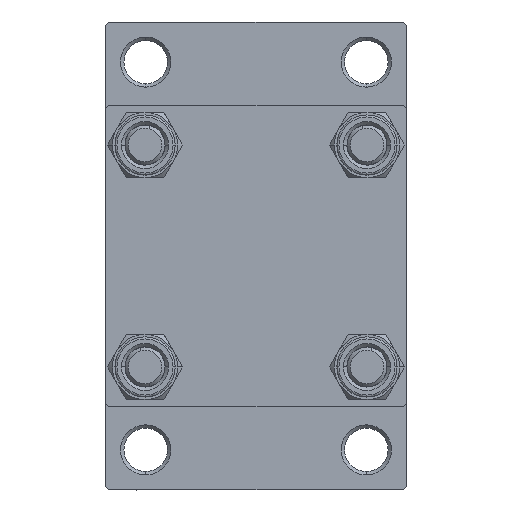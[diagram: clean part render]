
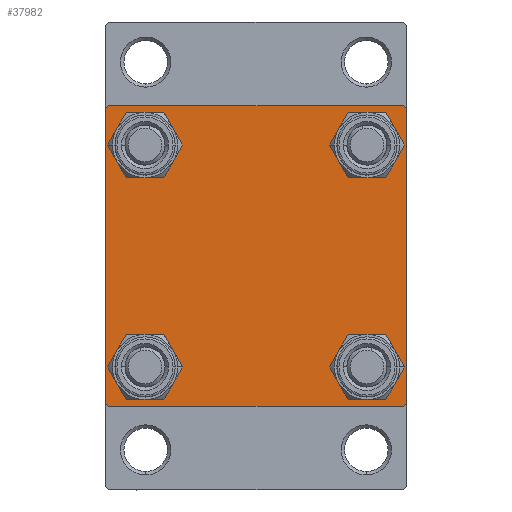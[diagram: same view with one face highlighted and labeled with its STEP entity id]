
A CAD part, left-side view. The second image highlights one B-rep face of the part: STEP entity #37982.
In plain terms, the highlighted planar face has unit normal (-1, 0, 0).
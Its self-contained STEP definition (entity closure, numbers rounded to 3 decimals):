
#48 = VERTEX_POINT ( 'NONE', #5487 ) ;
#70 = DIRECTION ( 'NONE',  ( 0., -0.707, 0.707 ) ) ;
#263 = AXIS2_PLACEMENT_3D ( 'NONE', #8304, #19560, #25633 ) ;
#663 = LINE ( 'NONE', #30349, #9394 ) ;
#1005 = ORIENTED_EDGE ( 'NONE', *, *, #32227, .T. ) ;
#1059 = ORIENTED_EDGE ( 'NONE', *, *, #3533, .T. ) ;
#1129 = DIRECTION ( 'NONE',  ( 1., 0., 0. ) ) ;
#1165 = CARTESIAN_POINT ( 'NONE',  ( 0., -16.6, 13.1 ) ) ;
#1231 = FACE_BOUND ( 'NONE', #25331, .T. ) ;
#1256 = ORIENTED_EDGE ( 'NONE', *, *, #40777, .T. ) ;
#1418 = EDGE_CURVE ( 'NONE', #38731, #31235, #7262, .T. ) ;
#1443 = CARTESIAN_POINT ( 'NONE',  ( 0., -16.6, 16.6 ) ) ;
#1706 = ORIENTED_EDGE ( 'NONE', *, *, #14890, .T. ) ;
#2121 = AXIS2_PLACEMENT_3D ( 'NONE', #37539, #1129, #30346 ) ;
#2867 = AXIS2_PLACEMENT_3D ( 'NONE', #31959, #10625, #6790 ) ;
#3201 = EDGE_CURVE ( 'NONE', #39075, #26394, #46045, .T. ) ;
#3533 = EDGE_CURVE ( 'NONE', #43489, #31936, #663, .T. ) ;
#4371 = VECTOR ( 'NONE', #70, 1000. ) ;
#4812 = FACE_BOUND ( 'NONE', #12500, .T. ) ;
#5052 = CARTESIAN_POINT ( 'NONE',  ( 0., -22.25, 22.25 ) ) ;
#5058 = FACE_BOUND ( 'NONE', #27639, .T. ) ;
#5102 = CIRCLE ( 'NONE', #31870, 3.5 ) ;
#5117 = CARTESIAN_POINT ( 'NONE',  ( 0., 22.5, 22.5 ) ) ;
#5487 = CARTESIAN_POINT ( 'NONE',  ( 0., -22., -22.5 ) ) ;
#5515 = LINE ( 'NONE', #5052, #36475 ) ;
#5916 = AXIS2_PLACEMENT_3D ( 'NONE', #42845, #32535, #10961 ) ;
#5939 = VERTEX_POINT ( 'NONE', #31784 ) ;
#6790 = DIRECTION ( 'NONE',  ( 0., 0., 1. ) ) ;
#6839 = ORIENTED_EDGE ( 'NONE', *, *, #26452, .F. ) ;
#6986 = VERTEX_POINT ( 'NONE', #18595 ) ;
#7262 = LINE ( 'NONE', #18298, #43811 ) ;
#8304 = CARTESIAN_POINT ( 'NONE',  ( 0., -16.6, -16.6 ) ) ;
#8397 = DIRECTION ( 'NONE',  ( 0., 0.707, 0.707 ) ) ;
#8994 = CARTESIAN_POINT ( 'NONE',  ( 0., -22.5, -22. ) ) ;
#9394 = VECTOR ( 'NONE', #34417, 1000. ) ;
#9775 = CARTESIAN_POINT ( 'NONE',  ( 0., -16.6, 20.1 ) ) ;
#10625 = DIRECTION ( 'NONE',  ( 1., 0., 0. ) ) ;
#10961 = DIRECTION ( 'NONE',  ( 0., 0., 1. ) ) ;
#11761 = DIRECTION ( 'NONE',  ( -1., 0., 0. ) ) ;
#12476 = VERTEX_POINT ( 'NONE', #35212 ) ;
#12500 = EDGE_LOOP ( 'NONE', ( #37183, #1256 ) ) ;
#12541 = DIRECTION ( 'NONE',  ( 0., 0., 1. ) ) ;
#12892 = LINE ( 'NONE', #19358, #30530 ) ;
#13318 = VERTEX_POINT ( 'NONE', #19719 ) ;
#13541 = VERTEX_POINT ( 'NONE', #42462 ) ;
#13714 = EDGE_CURVE ( 'NONE', #38731, #6986, #5515, .T. ) ;
#14144 = ORIENTED_EDGE ( 'NONE', *, *, #26558, .T. ) ;
#14890 = EDGE_CURVE ( 'NONE', #33929, #37895, #23497, .T. ) ;
#15542 = CIRCLE ( 'NONE', #44593, 3.5 ) ;
#16136 = VERTEX_POINT ( 'NONE', #18469 ) ;
#16259 = AXIS2_PLACEMENT_3D ( 'NONE', #34747, #11761, #19667 ) ;
#17593 = DIRECTION ( 'NONE',  ( 0., 0., -1. ) ) ;
#18279 = LINE ( 'NONE', #32888, #4371 ) ;
#18298 = CARTESIAN_POINT ( 'NONE',  ( 0., -22.5, 22.5 ) ) ;
#18359 = CARTESIAN_POINT ( 'NONE',  ( 0., 16.6, 16.6 ) ) ;
#18469 = CARTESIAN_POINT ( 'NONE',  ( 0., 16.6, 20.1 ) ) ;
#18539 = CARTESIAN_POINT ( 'NONE',  ( 0., 22.5, -22.5 ) ) ;
#18595 = CARTESIAN_POINT ( 'NONE',  ( 0., -22., 22.5 ) ) ;
#18934 = EDGE_CURVE ( 'NONE', #26394, #39075, #36538, .T. ) ;
#19067 = VECTOR ( 'NONE', #46409, 1000. ) ;
#19358 = CARTESIAN_POINT ( 'NONE',  ( 0., 22.5, 22.5 ) ) ;
#19560 = DIRECTION ( 'NONE',  ( 1., 0., 0. ) ) ;
#19667 = DIRECTION ( 'NONE',  ( 0., 0., 1. ) ) ;
#19719 = CARTESIAN_POINT ( 'NONE',  ( 0., -16.6, -20.1 ) ) ;
#19726 = LINE ( 'NONE', #5117, #35983 ) ;
#20018 = EDGE_CURVE ( 'NONE', #5939, #13318, #5102, .T. ) ;
#20139 = PLANE ( 'NONE',  #16259 ) ;
#20195 = CARTESIAN_POINT ( 'NONE',  ( 0., 16.6, 13.1 ) ) ;
#20423 = CARTESIAN_POINT ( 'NONE',  ( 0., 16.6, -20.1 ) ) ;
#21327 = EDGE_CURVE ( 'NONE', #48, #31235, #18279, .T. ) ;
#21533 = ORIENTED_EDGE ( 'NONE', *, *, #13714, .T. ) ;
#23497 = CIRCLE ( 'NONE', #2867, 3.5 ) ;
#23878 = AXIS2_PLACEMENT_3D ( 'NONE', #1443, #45011, #37848 ) ;
#23890 = EDGE_CURVE ( 'NONE', #12476, #48, #44171, .T. ) ;
#25331 = EDGE_LOOP ( 'NONE', ( #32707, #42854 ) ) ;
#25633 = DIRECTION ( 'NONE',  ( 0., 0., 1. ) ) ;
#25636 = EDGE_CURVE ( 'NONE', #42953, #16136, #46596, .T. ) ;
#26394 = VERTEX_POINT ( 'NONE', #1165 ) ;
#26452 = EDGE_CURVE ( 'NONE', #43489, #6986, #12892, .T. ) ;
#26558 = EDGE_CURVE ( 'NONE', #13541, #12476, #32035, .T. ) ;
#27431 = VECTOR ( 'NONE', #44869, 1000. ) ;
#27639 = EDGE_LOOP ( 'NONE', ( #30091, #30279 ) ) ;
#27944 = EDGE_LOOP ( 'NONE', ( #1005, #14144, #46683, #33037, #46538, #21533, #6839, #1059 ) ) ;
#28050 = CARTESIAN_POINT ( 'NONE',  ( 0., -22.5, 22. ) ) ;
#28684 = DIRECTION ( 'NONE',  ( 0., 0., 1. ) ) ;
#30091 = ORIENTED_EDGE ( 'NONE', *, *, #47103, .T. ) ;
#30131 = DIRECTION ( 'NONE',  ( 0., -1., 0. ) ) ;
#30279 = ORIENTED_EDGE ( 'NONE', *, *, #25636, .T. ) ;
#30346 = DIRECTION ( 'NONE',  ( 0., 0., 1. ) ) ;
#30349 = CARTESIAN_POINT ( 'NONE',  ( 0., 22.25, 22.25 ) ) ;
#30530 = VECTOR ( 'NONE', #30131, 1000. ) ;
#30751 = DIRECTION ( 'NONE',  ( 1., 0., 0. ) ) ;
#31235 = VERTEX_POINT ( 'NONE', #8994 ) ;
#31784 = CARTESIAN_POINT ( 'NONE',  ( 0., -16.6, -13.1 ) ) ;
#31870 = AXIS2_PLACEMENT_3D ( 'NONE', #33870, #30751, #12541 ) ;
#31936 = VERTEX_POINT ( 'NONE', #34153 ) ;
#31959 = CARTESIAN_POINT ( 'NONE',  ( 0., 16.6, -16.6 ) ) ;
#32035 = LINE ( 'NONE', #45926, #19067 ) ;
#32227 = EDGE_CURVE ( 'NONE', #31936, #13541, #19726, .T. ) ;
#32502 = DIRECTION ( 'NONE',  ( 1., 0., 0. ) ) ;
#32535 = DIRECTION ( 'NONE',  ( 1., 0., 0. ) ) ;
#32707 = ORIENTED_EDGE ( 'NONE', *, *, #3201, .T. ) ;
#32888 = CARTESIAN_POINT ( 'NONE',  ( 0., -22.25, -22.25 ) ) ;
#32932 = EDGE_LOOP ( 'NONE', ( #46966, #1706 ) ) ;
#33037 = ORIENTED_EDGE ( 'NONE', *, *, #21327, .T. ) ;
#33870 = CARTESIAN_POINT ( 'NONE',  ( 0., -16.6, -16.6 ) ) ;
#33929 = VERTEX_POINT ( 'NONE', #20423 ) ;
#34123 = CIRCLE ( 'NONE', #5916, 3.5 ) ;
#34153 = CARTESIAN_POINT ( 'NONE',  ( 0., 22.5, 22. ) ) ;
#34334 = DIRECTION ( 'NONE',  ( 0., 0., -1. ) ) ;
#34417 = DIRECTION ( 'NONE',  ( 0., 0.707, -0.707 ) ) ;
#34747 = CARTESIAN_POINT ( 'NONE',  ( 0., 0., 0. ) ) ;
#35212 = CARTESIAN_POINT ( 'NONE',  ( 0., 22., -22.5 ) ) ;
#35983 = VECTOR ( 'NONE', #34334, 1000. ) ;
#36475 = VECTOR ( 'NONE', #8397, 1000. ) ;
#36538 = CIRCLE ( 'NONE', #2121, 3.5 ) ;
#36653 = AXIS2_PLACEMENT_3D ( 'NONE', #18359, #32502, #28684 ) ;
#37183 = ORIENTED_EDGE ( 'NONE', *, *, #20018, .T. ) ;
#37539 = CARTESIAN_POINT ( 'NONE',  ( 0., -16.6, 16.6 ) ) ;
#37848 = DIRECTION ( 'NONE',  ( 0., 0., 1. ) ) ;
#37895 = VERTEX_POINT ( 'NONE', #45037 ) ;
#37982 = ADVANCED_FACE ( 'NONE', ( #1231, #4812, #38353, #5058, #40978 ), #20139, .T. ) ;
#38353 = FACE_BOUND ( 'NONE', #32932, .T. ) ;
#38356 = DIRECTION ( 'NONE',  ( 0., 0., 1. ) ) ;
#38731 = VERTEX_POINT ( 'NONE', #28050 ) ;
#38852 = EDGE_CURVE ( 'NONE', #37895, #33929, #15542, .T. ) ;
#39075 = VERTEX_POINT ( 'NONE', #9775 ) ;
#40222 = CARTESIAN_POINT ( 'NONE',  ( 0., 22., 22.5 ) ) ;
#40777 = EDGE_CURVE ( 'NONE', #13318, #5939, #40801, .T. ) ;
#40801 = CIRCLE ( 'NONE', #263, 3.5 ) ;
#40978 = FACE_OUTER_BOUND ( 'NONE', #27944, .T. ) ;
#41947 = CARTESIAN_POINT ( 'NONE',  ( 0., 16.6, -16.6 ) ) ;
#42462 = CARTESIAN_POINT ( 'NONE',  ( 0., 22.5, -22. ) ) ;
#42845 = CARTESIAN_POINT ( 'NONE',  ( 0., 16.6, 16.6 ) ) ;
#42854 = ORIENTED_EDGE ( 'NONE', *, *, #18934, .T. ) ;
#42882 = DIRECTION ( 'NONE',  ( 1., 0., 0. ) ) ;
#42953 = VERTEX_POINT ( 'NONE', #20195 ) ;
#43489 = VERTEX_POINT ( 'NONE', #40222 ) ;
#43811 = VECTOR ( 'NONE', #17593, 1000. ) ;
#44171 = LINE ( 'NONE', #18539, #27431 ) ;
#44593 = AXIS2_PLACEMENT_3D ( 'NONE', #41947, #42882, #38356 ) ;
#44869 = DIRECTION ( 'NONE',  ( 0., -1., 0. ) ) ;
#45011 = DIRECTION ( 'NONE',  ( 1., 0., 0. ) ) ;
#45037 = CARTESIAN_POINT ( 'NONE',  ( 0., 16.6, -13.1 ) ) ;
#45926 = CARTESIAN_POINT ( 'NONE',  ( 0., 22.25, -22.25 ) ) ;
#46045 = CIRCLE ( 'NONE', #23878, 3.5 ) ;
#46409 = DIRECTION ( 'NONE',  ( 0., -0.707, -0.707 ) ) ;
#46538 = ORIENTED_EDGE ( 'NONE', *, *, #1418, .F. ) ;
#46596 = CIRCLE ( 'NONE', #36653, 3.5 ) ;
#46683 = ORIENTED_EDGE ( 'NONE', *, *, #23890, .T. ) ;
#46966 = ORIENTED_EDGE ( 'NONE', *, *, #38852, .T. ) ;
#47103 = EDGE_CURVE ( 'NONE', #16136, #42953, #34123, .T. ) ;
